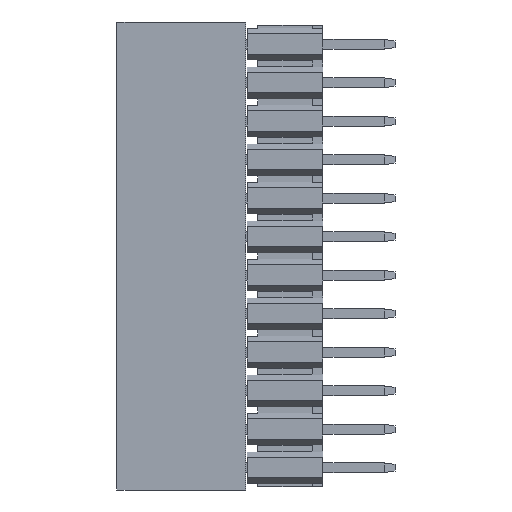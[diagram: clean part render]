
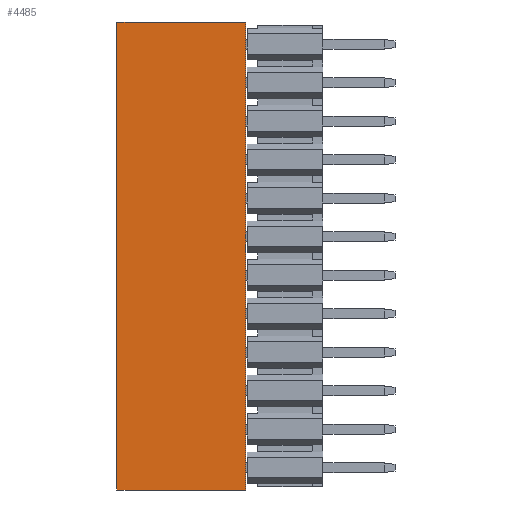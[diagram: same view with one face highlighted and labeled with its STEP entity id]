
A CAD part, left-side view. The second image highlights one B-rep face of the part: STEP entity #4485.
In plain terms, the highlighted planar face has unit normal (-1, 0, 0).
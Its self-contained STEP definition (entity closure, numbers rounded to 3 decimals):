
#59=CARTESIAN_POINT('',(-18.708,8.5,39.57));
#60=VERTEX_POINT('',#59);
#70=CARTESIAN_POINT('',(-18.708,0.,39.57));
#71=VERTEX_POINT('',#70);
#72=CARTESIAN_POINT('',(-18.708,8.5,39.57));
#73=CARTESIAN_POINT('',(-18.708,6.8,39.57));
#74=CARTESIAN_POINT('',(-18.708,5.1,39.57));
#75=CARTESIAN_POINT('',(-18.708,3.4,39.57));
#76=CARTESIAN_POINT('',(-18.708,1.7,39.57));
#77=CARTESIAN_POINT('',(-18.708,0.,39.57));
#78=B_SPLINE_CURVE_WITH_KNOTS('',5,(#72,#73,#74,#75,#76,#77),.UNSPECIFIED.,.F.,.U.,(6,6),(0.,8.5),.UNSPECIFIED.);
#79=EDGE_CURVE('',#60,#71,#78,.T.);
#3542=CARTESIAN_POINT('',(-18.708,8.5,8.69));
#3543=VERTEX_POINT('',#3542);
#3553=CARTESIAN_POINT('',(-18.708,8.5,39.57));
#3554=CARTESIAN_POINT('',(-18.708,8.5,33.394));
#3555=CARTESIAN_POINT('',(-18.708,8.5,27.218));
#3556=CARTESIAN_POINT('',(-18.708,8.5,21.042));
#3557=CARTESIAN_POINT('',(-18.708,8.5,14.866));
#3558=CARTESIAN_POINT('',(-18.708,8.5,8.69));
#3559=B_SPLINE_CURVE_WITH_KNOTS('',5,(#3553,#3554,#3555,#3556,#3557,#3558),.UNSPECIFIED.,.F.,.U.,(6,6),(0.,30.88),.UNSPECIFIED.);
#3560=EDGE_CURVE('',#60,#3543,#3559,.T.);
#4456=CARTESIAN_POINT('',(-18.708,4.25,24.13));
#4457=DIRECTION('',(0.,0.,1.));
#4458=DIRECTION('',(-1.,0.,0.));
#4459=AXIS2_PLACEMENT_3D('',#4456,#4458,#4457);
#4460=PLANE('',#4459);
#4461=CARTESIAN_POINT('',(-18.708,0.,8.69));
#4462=VERTEX_POINT('',#4461);
#4463=CARTESIAN_POINT('',(-18.708,8.5,8.69));
#4464=CARTESIAN_POINT('',(-18.708,6.8,8.69));
#4465=CARTESIAN_POINT('',(-18.708,5.1,8.69));
#4466=CARTESIAN_POINT('',(-18.708,3.4,8.69));
#4467=CARTESIAN_POINT('',(-18.708,1.7,8.69));
#4468=CARTESIAN_POINT('',(-18.708,0.,8.69));
#4469=B_SPLINE_CURVE_WITH_KNOTS('',5,(#4463,#4464,#4465,#4466,#4467,#4468),.UNSPECIFIED.,.F.,.U.,(6,6),(0.,8.5),.UNSPECIFIED.);
#4470=EDGE_CURVE('',#3543,#4462,#4469,.T.);
#4471=ORIENTED_EDGE('',*,*,#4470,.T.);
#4472=CARTESIAN_POINT('',(-18.708,0.,39.57));
#4473=CARTESIAN_POINT('',(-18.708,0.,33.394));
#4474=CARTESIAN_POINT('',(-18.708,0.,27.218));
#4475=CARTESIAN_POINT('',(-18.708,0.,21.042));
#4476=CARTESIAN_POINT('',(-18.708,0.,14.866));
#4477=CARTESIAN_POINT('',(-18.708,0.,8.69));
#4478=B_SPLINE_CURVE_WITH_KNOTS('',5,(#4472,#4473,#4474,#4475,#4476,#4477),.UNSPECIFIED.,.F.,.U.,(6,6),(0.,30.88),.UNSPECIFIED.);
#4479=EDGE_CURVE('',#71,#4462,#4478,.T.);
#4480=ORIENTED_EDGE('',*,*,#4479,.F.);
#4481=ORIENTED_EDGE('',*,*,#79,.F.);
#4482=ORIENTED_EDGE('',*,*,#3560,.T.);
#4483=EDGE_LOOP('',(#4471,#4480,#4481,#4482));
#4484=FACE_OUTER_BOUND('',#4483,.T.);
#4485=ADVANCED_FACE('',(#4484),#4460,.T.);
